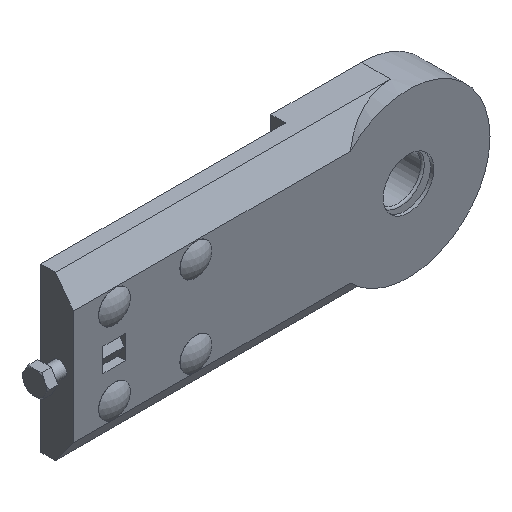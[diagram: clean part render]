
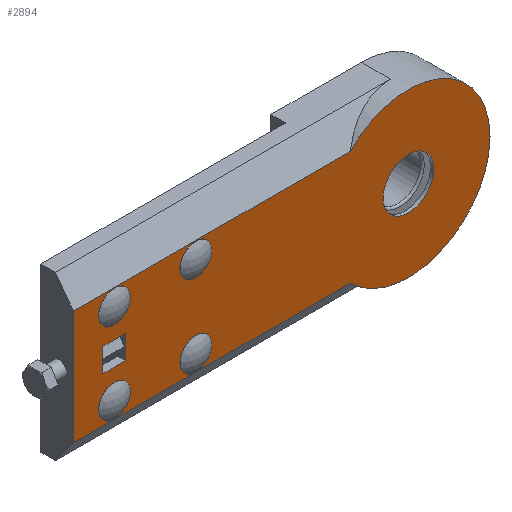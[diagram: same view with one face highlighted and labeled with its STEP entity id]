
A CAD part, isometric view. The second image highlights one B-rep face of the part: STEP entity #2894.
In plain terms, the highlighted planar face has unit normal (0, -1, 0).
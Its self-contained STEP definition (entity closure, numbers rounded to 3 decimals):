
#118=FACE_BOUND('',#549,.T.);
#119=FACE_BOUND('',#550,.T.);
#120=FACE_BOUND('',#551,.T.);
#121=FACE_BOUND('',#552,.T.);
#122=FACE_BOUND('',#553,.T.);
#123=FACE_BOUND('',#554,.T.);
#189=PLANE('',#3152);
#332=FACE_OUTER_BOUND('',#548,.T.);
#548=EDGE_LOOP('',(#2280,#2281,#2282,#2283));
#549=EDGE_LOOP('',(#2284));
#550=EDGE_LOOP('',(#2285,#2286,#2287,#2288));
#551=EDGE_LOOP('',(#2289));
#552=EDGE_LOOP('',(#2290));
#553=EDGE_LOOP('',(#2291));
#554=EDGE_LOOP('',(#2292));
#713=LINE('',#4327,#957);
#764=LINE('',#4452,#1008);
#772=LINE('',#4468,#1016);
#773=LINE('',#4472,#1017);
#776=LINE('',#4477,#1020);
#817=LINE('',#4631,#1061);
#818=LINE('',#4633,#1062);
#957=VECTOR('',#3397,1.);
#1008=VECTOR('',#3498,1.);
#1016=VECTOR('',#3508,1.);
#1017=VECTOR('',#3513,1.);
#1020=VECTOR('',#3520,1.);
#1061=VECTOR('',#3721,1.);
#1062=VECTOR('',#3724,1.);
#1194=CIRCLE('',#3035,14.);
#1203=CIRCLE('',#3058,45.);
#1209=CIRCLE('',#3077,7.5);
#1211=CIRCLE('',#3080,7.5);
#1213=CIRCLE('',#3083,7.5);
#1215=CIRCLE('',#3086,7.5);
#1318=VERTEX_POINT('',#4302);
#1328=VERTEX_POINT('',#4324);
#1329=VERTEX_POINT('',#4326);
#1370=VERTEX_POINT('',#4431);
#1371=VERTEX_POINT('',#4433);
#1377=VERTEX_POINT('',#4449);
#1378=VERTEX_POINT('',#4451);
#1381=VERTEX_POINT('',#4459);
#1385=VERTEX_POINT('',#4466);
#1388=VERTEX_POINT('',#4488);
#1390=VERTEX_POINT('',#4494);
#1392=VERTEX_POINT('',#4500);
#1394=VERTEX_POINT('',#4506);
#1575=EDGE_CURVE('',#1318,#1318,#1194,.T.);
#1586=EDGE_CURVE('',#1329,#1328,#713,.T.);
#1640=EDGE_CURVE('',#1370,#1371,#1203,.T.);
#1648=EDGE_CURVE('',#1378,#1377,#764,.T.);
#1656=EDGE_CURVE('',#1381,#1385,#772,.T.);
#1658=EDGE_CURVE('',#1385,#1378,#773,.T.);
#1661=EDGE_CURVE('',#1377,#1381,#776,.T.);
#1666=EDGE_CURVE('',#1388,#1388,#1209,.T.);
#1669=EDGE_CURVE('',#1390,#1390,#1211,.T.);
#1672=EDGE_CURVE('',#1392,#1392,#1213,.T.);
#1675=EDGE_CURVE('',#1394,#1394,#1215,.T.);
#1733=EDGE_CURVE('',#1370,#1329,#817,.T.);
#1734=EDGE_CURVE('',#1371,#1328,#818,.T.);
#2280=ORIENTED_EDGE('',*,*,#1640,.F.);
#2281=ORIENTED_EDGE('',*,*,#1733,.T.);
#2282=ORIENTED_EDGE('',*,*,#1586,.T.);
#2283=ORIENTED_EDGE('',*,*,#1734,.F.);
#2284=ORIENTED_EDGE('',*,*,#1575,.T.);
#2285=ORIENTED_EDGE('',*,*,#1658,.T.);
#2286=ORIENTED_EDGE('',*,*,#1648,.T.);
#2287=ORIENTED_EDGE('',*,*,#1661,.T.);
#2288=ORIENTED_EDGE('',*,*,#1656,.T.);
#2289=ORIENTED_EDGE('',*,*,#1669,.T.);
#2290=ORIENTED_EDGE('',*,*,#1675,.T.);
#2291=ORIENTED_EDGE('',*,*,#1666,.T.);
#2292=ORIENTED_EDGE('',*,*,#1672,.T.);
#2894=ADVANCED_FACE('',(#332,#118,#119,#120,#121,#122,#123),#189,.F.);
#3035=AXIS2_PLACEMENT_3D('',#4303,#3378,#3379);
#3058=AXIS2_PLACEMENT_3D('',#4434,#3479,#3480);
#3077=AXIS2_PLACEMENT_3D('',#4489,#3536,#3537);
#3080=AXIS2_PLACEMENT_3D('',#4495,#3543,#3544);
#3083=AXIS2_PLACEMENT_3D('',#4501,#3550,#3551);
#3086=AXIS2_PLACEMENT_3D('',#4507,#3557,#3558);
#3152=AXIS2_PLACEMENT_3D('',#4634,#3725,#3726);
#3378=DIRECTION('center_axis',(0.,1.,0.));
#3379=DIRECTION('ref_axis',(-1.,0.,0.));
#3397=DIRECTION('',(0.,0.,-1.));
#3479=DIRECTION('center_axis',(0.,1.,0.));
#3480=DIRECTION('ref_axis',(-1.,0.,0.));
#3498=DIRECTION('',(0.,0.,-1.));
#3508=DIRECTION('',(0.,0.,1.));
#3513=DIRECTION('',(1.,0.,0.));
#3520=DIRECTION('',(-1.,0.,0.));
#3536=DIRECTION('center_axis',(0.,1.,0.));
#3537=DIRECTION('ref_axis',(-1.,0.,0.));
#3543=DIRECTION('center_axis',(0.,1.,0.));
#3544=DIRECTION('ref_axis',(-1.,0.,0.));
#3550=DIRECTION('center_axis',(0.,1.,0.));
#3551=DIRECTION('ref_axis',(-1.,0.,0.));
#3557=DIRECTION('center_axis',(0.,1.,0.));
#3558=DIRECTION('ref_axis',(-1.,0.,0.));
#3721=DIRECTION('',(-1.,0.,0.));
#3724=DIRECTION('',(-1.,0.,0.));
#3725=DIRECTION('center_axis',(0.,1.,0.));
#3726=DIRECTION('ref_axis',(0.,0.,-1.));
#4302=CARTESIAN_POINT('',(64.,-18.,0.));
#4303=CARTESIAN_POINT('Origin',(50.,-18.,0.));
#4324=CARTESIAN_POINT('',(-135.,-18.,-31.5));
#4326=CARTESIAN_POINT('',(-135.,-18.,31.5));
#4327=CARTESIAN_POINT('',(-135.,-18.,-31.5));
#4431=CARTESIAN_POINT('',(17.864,-18.,31.5));
#4433=CARTESIAN_POINT('',(17.864,-18.,-31.5));
#4434=CARTESIAN_POINT('Origin',(50.,-18.,0.));
#4449=CARTESIAN_POINT('',(-106.25,-18.,-6.5));
#4451=CARTESIAN_POINT('',(-106.25,-18.,6.5));
#4452=CARTESIAN_POINT('',(-106.25,-18.,0.));
#4459=CARTESIAN_POINT('',(-118.75,-18.,-6.5));
#4466=CARTESIAN_POINT('',(-118.75,-18.,6.5));
#4468=CARTESIAN_POINT('',(-118.75,-18.,3.25));
#4472=CARTESIAN_POINT('',(-115.,-18.,6.5));
#4477=CARTESIAN_POINT('',(-115.,-18.,-6.5));
#4488=CARTESIAN_POINT('',(-60.,-18.,22.5));
#4489=CARTESIAN_POINT('Origin',(-67.5,-18.,22.5));
#4494=CARTESIAN_POINT('',(-105.,-18.,22.5));
#4495=CARTESIAN_POINT('Origin',(-112.5,-18.,22.5));
#4500=CARTESIAN_POINT('',(-60.,-18.,-22.5));
#4501=CARTESIAN_POINT('Origin',(-67.5,-18.,-22.5));
#4506=CARTESIAN_POINT('',(-105.,-18.,-22.5));
#4507=CARTESIAN_POINT('Origin',(-112.5,-18.,-22.5));
#4631=CARTESIAN_POINT('',(50.,-18.,31.5));
#4633=CARTESIAN_POINT('',(50.,-18.,-31.5));
#4634=CARTESIAN_POINT('Origin',(-123.25,-18.,0.));
